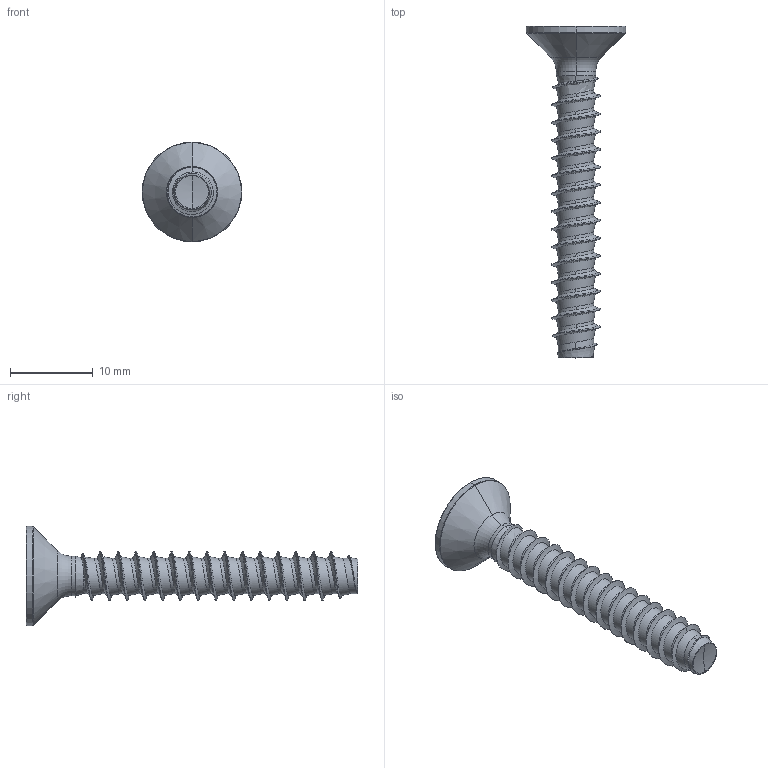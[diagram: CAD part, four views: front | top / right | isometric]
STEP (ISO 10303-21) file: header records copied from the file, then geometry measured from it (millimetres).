
FILE_DESCRIPTION (( 'STEP AP203' ), '1' );
FILE_NAME ('STP410600400.STEP', '2017-08-16T14:12:10', ( '' ), ( '' ), 'SwSTEP 2.0', 'SolidWorks 2015', '' );
FILE_SCHEMA (( 'CONFIG_CONTROL_DESIGN' ));
Length unit declared in the file: millimetre
Products named in the file (1): STP410600400
Bounding box: 12 x 40 x 12 mm (x, y, z)
Volume: 860.2 mm3; surface area: 1109.1 mm2
Topology: 1 solids, 1 shells, 113 faces, 287 edges, 176 vertices
Faces by surface type: cylinder 56, bspline 35, cone 12, torus 6, sphere 2, plane 2
Entity records: 34386 total; most frequent: CARTESIAN_POINT 32035, ORIENTED_EDGE 570, DIRECTION 346, EDGE_CURVE 285, VERTEX_POINT 176, AXIS2_PLACEMENT_3D 137, B_SPLINE_CURVE_WITH_KNOTS 123, EDGE_LOOP 115
